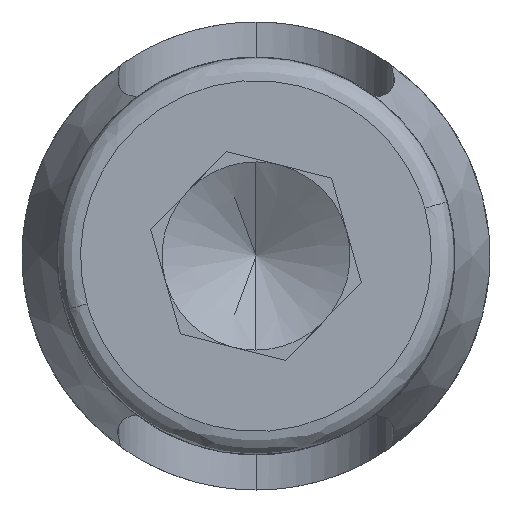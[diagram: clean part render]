
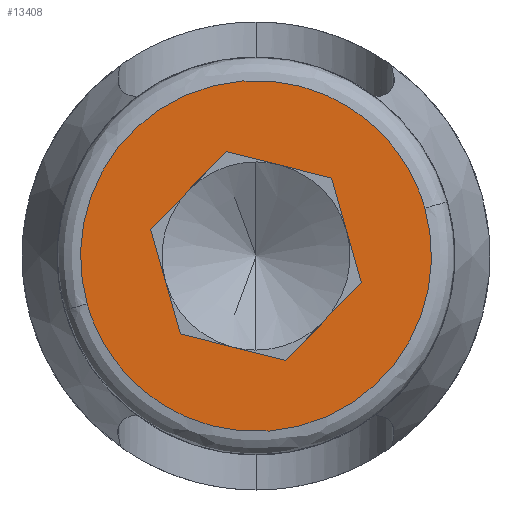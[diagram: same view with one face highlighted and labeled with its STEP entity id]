
A CAD part, front view. The second image highlights one B-rep face of the part: STEP entity #13408.
In plain terms, the highlighted planar face has unit normal (0, -1, 0).
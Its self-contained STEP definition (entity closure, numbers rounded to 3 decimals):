
#33 = LINE ( 'NONE', #6809, #12771 ) ;
#254 = VECTOR ( 'NONE', #14724, 1000. ) ;
#633 = VERTEX_POINT ( 'NONE', #10906 ) ;
#635 = VERTEX_POINT ( 'NONE', #4924 ) ;
#724 = CARTESIAN_POINT ( 'NONE',  ( -3.608, -32.2, -1.023 ) ) ;
#788 = CARTESIAN_POINT ( 'NONE',  ( -1.562, -32.2, -8.238 ) ) ;
#901 = CARTESIAN_POINT ( 'NONE',  ( 3.608, -32.2, 1.023 ) ) ;
#1818 = VERTEX_POINT ( 'NONE', #6233 ) ;
#1874 = VECTOR ( 'NONE', #10139, 1000. ) ;
#1875 = CARTESIAN_POINT ( 'NONE',  ( 5.653, -32.2, -6.193 ) ) ;
#2000 = VERTEX_POINT ( 'NONE', #3117 ) ;
#2064 = EDGE_CURVE ( 'NONE', #2000, #633, #11368, .T. ) ;
#2389 = ORIENTED_EDGE ( 'NONE', *, *, #15699, .F. ) ;
#2429 = VECTOR ( 'NONE', #10232, 1000. ) ;
#3117 = CARTESIAN_POINT ( 'NONE',  ( 3.608, -32.2, 1.023 ) ) ;
#3208 = LINE ( 'NONE', #11502, #2429 ) ;
#4083 = CARTESIAN_POINT ( 'NONE',  ( 1.617, -32.2, 1.665 ) ) ;
#4211 = CARTESIAN_POINT ( 'NONE',  ( -1.617, -32.2, -1.665 ) ) ;
#4924 = CARTESIAN_POINT ( 'NONE',  ( -2.25, -32.2, 0.568 ) ) ;
#5208 = CARTESIAN_POINT ( 'NONE',  ( 1.617, -32.2, 1.665 ) ) ;
#5265 =( BOUNDED_CURVE ( )  B_SPLINE_CURVE ( 3, ( #14414, #13311, #6075, #14581 ),
 .UNSPECIFIED., .F., .T. ) 
 B_SPLINE_CURVE_WITH_KNOTS ( ( 4, 4 ),
 ( 0., 1. ),
 .UNSPECIFIED. ) 
 CURVE ( )  GEOMETRIC_REPRESENTATION_ITEM ( )  RATIONAL_B_SPLINE_CURVE ( ( 1., 0.333, 0.333, 1. ) ) 
 REPRESENTATION_ITEM ( '' )  );
#5347 = LINE ( 'NONE', #4211, #11456 ) ;
#5481 = DIRECTION ( 'NONE',  ( -0.273, 0., 0.962 ) ) ;
#5866 = PLANE ( 'NONE',  #13689 ) ;
#6075 = CARTESIAN_POINT ( 'NONE',  ( 1.562, -32.2, 8.238 ) ) ;
#6233 = CARTESIAN_POINT ( 'NONE',  ( -1.617, -32.2, -1.665 ) ) ;
#6497 = VECTOR ( 'NONE', #6596, 1000. ) ;
#6596 = DIRECTION ( 'NONE',  ( -0.697, 0., -0.717 ) ) ;
#6809 = CARTESIAN_POINT ( 'NONE',  ( -2.25, -32.2, 0.568 ) ) ;
#7120 = CARTESIAN_POINT ( 'NONE',  ( 0., -32.2, 0. ) ) ;
#7979 = CARTESIAN_POINT ( 'NONE',  ( 0.633, -32.2, -2.233 ) ) ;
#8040 = DIRECTION ( 'NONE',  ( 0.697, 0., 0.717 ) ) ;
#8269 = ORIENTED_EDGE ( 'NONE', *, *, #2064, .F. ) ;
#8377 = DIRECTION ( 'NONE',  ( 0., 0., -1. ) ) ;
#8666 = FACE_OUTER_BOUND ( 'NONE', #15513, .T. ) ;
#9377 = ORIENTED_EDGE ( 'NONE', *, *, #15293, .T. ) ;
#9402 = LINE ( 'NONE', #12561, #6497 ) ;
#10139 = DIRECTION ( 'NONE',  ( 0.273, 0., -0.962 ) ) ;
#10232 = DIRECTION ( 'NONE',  ( -0.97, 0., 0.245 ) ) ;
#10528 = ORIENTED_EDGE ( 'NONE', *, *, #15379, .T. ) ;
#10714 = CARTESIAN_POINT ( 'NONE',  ( -0.633, -32.2, 2.233 ) ) ;
#10906 = CARTESIAN_POINT ( 'NONE',  ( -3.608, -32.2, -1.023 ) ) ;
#11279 = ORIENTED_EDGE ( 'NONE', *, *, #15158, .T. ) ;
#11368 =( BOUNDED_CURVE ( )  B_SPLINE_CURVE ( 3, ( #901, #1875, #788, #724 ),
 .UNSPECIFIED., .F., .F. ) 
 B_SPLINE_CURVE_WITH_KNOTS ( ( 4, 4 ),
 ( 0., 1. ),
 .UNSPECIFIED. ) 
 CURVE ( )  GEOMETRIC_REPRESENTATION_ITEM ( )  RATIONAL_B_SPLINE_CURVE ( ( 1., 0.333, 0.333, 1. ) ) 
 REPRESENTATION_ITEM ( '' )  );
#11456 = VECTOR ( 'NONE', #5481, 1000. ) ;
#11501 = FACE_BOUND ( 'NONE', #15676, .T. ) ;
#11502 = CARTESIAN_POINT ( 'NONE',  ( 0.633, -32.2, -2.233 ) ) ;
#12561 = CARTESIAN_POINT ( 'NONE',  ( 2.25, -32.2, -0.568 ) ) ;
#12771 = VECTOR ( 'NONE', #8040, 1000. ) ;
#13311 = CARTESIAN_POINT ( 'NONE',  ( -5.653, -32.2, 6.193 ) ) ;
#13386 = VERTEX_POINT ( 'NONE', #10714 ) ;
#13394 = LINE ( 'NONE', #13484, #254 ) ;
#13408 = ADVANCED_FACE ( 'NONE', ( #8666, #11501 ), #5866, .T. ) ;
#13484 = CARTESIAN_POINT ( 'NONE',  ( -0.633, -32.2, 2.233 ) ) ;
#13689 = AXIS2_PLACEMENT_3D ( 'NONE', #7120, #15687, #8377 ) ;
#13726 = VERTEX_POINT ( 'NONE', #4083 ) ;
#14414 = CARTESIAN_POINT ( 'NONE',  ( -3.608, -32.2, -1.023 ) ) ;
#14581 = CARTESIAN_POINT ( 'NONE',  ( 3.608, -32.2, 1.023 ) ) ;
#14703 = ORIENTED_EDGE ( 'NONE', *, *, #15442, .T. ) ;
#14724 = DIRECTION ( 'NONE',  ( 0.97, 0., -0.245 ) ) ;
#14872 = CARTESIAN_POINT ( 'NONE',  ( 2.25, -32.2, -0.568 ) ) ;
#14904 = LINE ( 'NONE', #5208, #1874 ) ;
#14926 = ORIENTED_EDGE ( 'NONE', *, *, #15407, .T. ) ;
#15158 = EDGE_CURVE ( 'NONE', #13386, #13726, #13394, .T. ) ;
#15277 = VERTEX_POINT ( 'NONE', #14872 ) ;
#15293 = EDGE_CURVE ( 'NONE', #13726, #15277, #14904, .T. ) ;
#15379 = EDGE_CURVE ( 'NONE', #15277, #15486, #9402, .T. ) ;
#15407 = EDGE_CURVE ( 'NONE', #15486, #1818, #3208, .T. ) ;
#15442 = EDGE_CURVE ( 'NONE', #1818, #635, #5347, .T. ) ;
#15462 = ORIENTED_EDGE ( 'NONE', *, *, #15520, .T. ) ;
#15486 = VERTEX_POINT ( 'NONE', #7979 ) ;
#15513 = EDGE_LOOP ( 'NONE', ( #2389, #8269 ) ) ;
#15520 = EDGE_CURVE ( 'NONE', #635, #13386, #33, .T. ) ;
#15676 = EDGE_LOOP ( 'NONE', ( #14703, #15462, #11279, #9377, #10528, #14926 ) ) ;
#15687 = DIRECTION ( 'NONE',  ( 0., -1., 0. ) ) ;
#15699 = EDGE_CURVE ( 'NONE', #633, #2000, #5265, .T. ) ;
